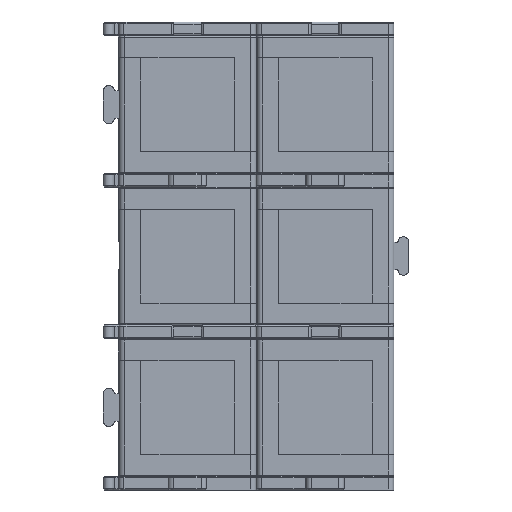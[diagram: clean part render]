
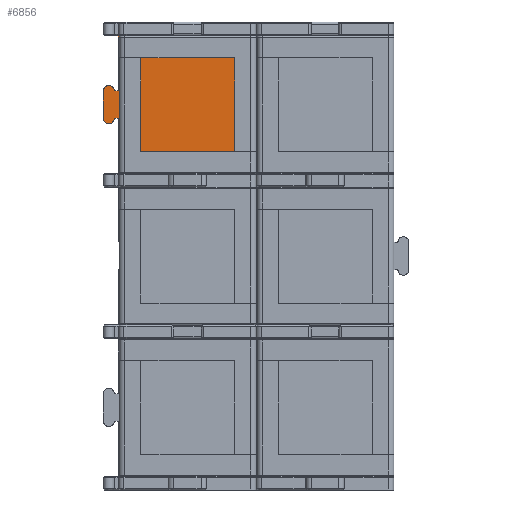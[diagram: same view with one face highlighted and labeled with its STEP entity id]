
A CAD part, front view. The second image highlights one B-rep face of the part: STEP entity #6856.
In plain terms, the highlighted face is planar.
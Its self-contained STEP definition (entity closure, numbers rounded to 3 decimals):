
#613=CIRCLE('',#7591,2.);
#619=CIRCLE('',#7599,0.375);
#620=CIRCLE('',#7600,2.125);
#621=CIRCLE('',#7601,2.108);
#622=CIRCLE('',#7602,0.377);
#623=CIRCLE('',#7603,0.5);
#624=CIRCLE('',#7604,2.);
#625=CIRCLE('',#7605,2.);
#626=CIRCLE('',#7606,0.5);
#627=CIRCLE('',#7607,2.);
#997=FACE_OUTER_BOUND('',#1440,.T.);
#1440=EDGE_LOOP('',(#6108,#6109,#6110,#6111,#6112,#6113,#6114,#6115,#6116,
#6117,#6118,#6119,#6120,#6121,#6122,#6123,#6124,#6125,#6126,#6127,#6128,
#6129,#6130,#6131,#6132,#6133,#6134));
#2078=LINE('',#11509,#2750);
#2083=LINE('',#11527,#2755);
#2086=LINE('',#11533,#2758);
#2087=LINE('',#11535,#2759);
#2088=LINE('',#11541,#2760);
#2089=LINE('',#11545,#2761);
#2090=LINE('',#11549,#2762);
#2091=LINE('',#11551,#2763);
#2092=LINE('',#11553,#2764);
#2093=LINE('',#11555,#2765);
#2094=LINE('',#11557,#2766);
#2095=LINE('',#11563,#2767);
#2096=LINE('',#11569,#2768);
#2097=LINE('',#11571,#2769);
#2098=LINE('',#11574,#2770);
#2099=LINE('',#11576,#2771);
#2100=LINE('',#11577,#2772);
#2750=VECTOR('',#9511,10.);
#2755=VECTOR('',#9524,10.);
#2758=VECTOR('',#9529,10.);
#2759=VECTOR('',#9530,10.);
#2760=VECTOR('',#9535,10.);
#2761=VECTOR('',#9538,10.);
#2762=VECTOR('',#9541,10.);
#2763=VECTOR('',#9542,10.);
#2764=VECTOR('',#9543,10.);
#2765=VECTOR('',#9544,10.);
#2766=VECTOR('',#9545,10.);
#2767=VECTOR('',#9550,10.);
#2768=VECTOR('',#9555,10.);
#2769=VECTOR('',#9556,10.);
#2770=VECTOR('',#9559,10.);
#2771=VECTOR('',#9560,10.);
#2772=VECTOR('',#9561,10.);
#3357=VERTEX_POINT('',#11499);
#3358=VERTEX_POINT('',#11500);
#3361=VERTEX_POINT('',#11508);
#3369=VERTEX_POINT('',#11524);
#3370=VERTEX_POINT('',#11526);
#3372=VERTEX_POINT('',#11532);
#3373=VERTEX_POINT('',#11534);
#3374=VERTEX_POINT('',#11536);
#3375=VERTEX_POINT('',#11538);
#3376=VERTEX_POINT('',#11540);
#3377=VERTEX_POINT('',#11542);
#3378=VERTEX_POINT('',#11544);
#3379=VERTEX_POINT('',#11546);
#3380=VERTEX_POINT('',#11548);
#3381=VERTEX_POINT('',#11550);
#3382=VERTEX_POINT('',#11552);
#3383=VERTEX_POINT('',#11554);
#3384=VERTEX_POINT('',#11556);
#3385=VERTEX_POINT('',#11558);
#3386=VERTEX_POINT('',#11560);
#3387=VERTEX_POINT('',#11562);
#3388=VERTEX_POINT('',#11564);
#3389=VERTEX_POINT('',#11566);
#3390=VERTEX_POINT('',#11568);
#3391=VERTEX_POINT('',#11570);
#3392=VERTEX_POINT('',#11573);
#3393=VERTEX_POINT('',#11575);
#4279=EDGE_CURVE('',#3357,#3358,#613,.T.);
#4283=EDGE_CURVE('',#3358,#3361,#2078,.T.);
#4292=EDGE_CURVE('',#3369,#3370,#2083,.T.);
#4295=EDGE_CURVE('',#3372,#3357,#2086,.T.);
#4296=EDGE_CURVE('',#3372,#3373,#2087,.T.);
#4297=EDGE_CURVE('',#3373,#3374,#619,.T.);
#4298=EDGE_CURVE('',#3374,#3375,#620,.T.);
#4299=EDGE_CURVE('',#3375,#3376,#2088,.T.);
#4300=EDGE_CURVE('',#3376,#3377,#621,.T.);
#4301=EDGE_CURVE('',#3377,#3378,#2089,.T.);
#4302=EDGE_CURVE('',#3378,#3379,#622,.T.);
#4303=EDGE_CURVE('',#3379,#3380,#2090,.T.);
#4304=EDGE_CURVE('',#3380,#3381,#2091,.T.);
#4305=EDGE_CURVE('',#3382,#3381,#2092,.T.);
#4306=EDGE_CURVE('',#3382,#3383,#2093,.T.);
#4307=EDGE_CURVE('',#3383,#3384,#2094,.T.);
#4308=EDGE_CURVE('',#3384,#3385,#623,.T.);
#4309=EDGE_CURVE('',#3385,#3386,#624,.T.);
#4310=EDGE_CURVE('',#3386,#3387,#2095,.T.);
#4311=EDGE_CURVE('',#3387,#3388,#625,.T.);
#4312=EDGE_CURVE('',#3388,#3389,#626,.T.);
#4313=EDGE_CURVE('',#3389,#3390,#2096,.T.);
#4314=EDGE_CURVE('',#3390,#3391,#2097,.T.);
#4315=EDGE_CURVE('',#3370,#3391,#627,.T.);
#4316=EDGE_CURVE('',#3392,#3369,#2098,.T.);
#4317=EDGE_CURVE('',#3392,#3393,#2099,.T.);
#4318=EDGE_CURVE('',#3393,#3361,#2100,.T.);
#6108=ORIENTED_EDGE('',*,*,#4279,.F.);
#6109=ORIENTED_EDGE('',*,*,#4295,.F.);
#6110=ORIENTED_EDGE('',*,*,#4296,.T.);
#6111=ORIENTED_EDGE('',*,*,#4297,.T.);
#6112=ORIENTED_EDGE('',*,*,#4298,.T.);
#6113=ORIENTED_EDGE('',*,*,#4299,.T.);
#6114=ORIENTED_EDGE('',*,*,#4300,.T.);
#6115=ORIENTED_EDGE('',*,*,#4301,.T.);
#6116=ORIENTED_EDGE('',*,*,#4302,.T.);
#6117=ORIENTED_EDGE('',*,*,#4303,.T.);
#6118=ORIENTED_EDGE('',*,*,#4304,.T.);
#6119=ORIENTED_EDGE('',*,*,#4305,.F.);
#6120=ORIENTED_EDGE('',*,*,#4306,.T.);
#6121=ORIENTED_EDGE('',*,*,#4307,.T.);
#6122=ORIENTED_EDGE('',*,*,#4308,.T.);
#6123=ORIENTED_EDGE('',*,*,#4309,.T.);
#6124=ORIENTED_EDGE('',*,*,#4310,.T.);
#6125=ORIENTED_EDGE('',*,*,#4311,.T.);
#6126=ORIENTED_EDGE('',*,*,#4312,.T.);
#6127=ORIENTED_EDGE('',*,*,#4313,.T.);
#6128=ORIENTED_EDGE('',*,*,#4314,.T.);
#6129=ORIENTED_EDGE('',*,*,#4315,.F.);
#6130=ORIENTED_EDGE('',*,*,#4292,.F.);
#6131=ORIENTED_EDGE('',*,*,#4316,.F.);
#6132=ORIENTED_EDGE('',*,*,#4317,.T.);
#6133=ORIENTED_EDGE('',*,*,#4318,.T.);
#6134=ORIENTED_EDGE('',*,*,#4283,.F.);
#6486=PLANE('',#7598);
#6856=ADVANCED_FACE('',(#997),#6486,.F.);
#7591=AXIS2_PLACEMENT_3D('',#11501,#9503,#9504);
#7598=AXIS2_PLACEMENT_3D('',#11531,#9527,#9528);
#7599=AXIS2_PLACEMENT_3D('',#11537,#9531,#9532);
#7600=AXIS2_PLACEMENT_3D('',#11539,#9533,#9534);
#7601=AXIS2_PLACEMENT_3D('',#11543,#9536,#9537);
#7602=AXIS2_PLACEMENT_3D('',#11547,#9539,#9540);
#7603=AXIS2_PLACEMENT_3D('',#11559,#9546,#9547);
#7604=AXIS2_PLACEMENT_3D('',#11561,#9548,#9549);
#7605=AXIS2_PLACEMENT_3D('',#11565,#9551,#9552);
#7606=AXIS2_PLACEMENT_3D('',#11567,#9553,#9554);
#7607=AXIS2_PLACEMENT_3D('',#11572,#9557,#9558);
#9503=DIRECTION('center_axis',(0.,0.,1.));
#9504=DIRECTION('ref_axis',(0.707,0.707,0.));
#9511=DIRECTION('',(-1.,0.,0.));
#9524=DIRECTION('',(-1.,0.,0.));
#9527=DIRECTION('center_axis',(0.,0.,1.));
#9528=DIRECTION('ref_axis',(1.,0.,0.));
#9529=DIRECTION('',(0.,1.,0.));
#9530=DIRECTION('',(-1.,0.,0.));
#9531=DIRECTION('center_axis',(0.,0.,-1.));
#9532=DIRECTION('ref_axis',(0.98,0.2,0.));
#9533=DIRECTION('center_axis',(0.,0.,1.));
#9534=DIRECTION('ref_axis',(0.98,0.2,0.));
#9535=DIRECTION('',(0.,-1.,0.));
#9536=DIRECTION('center_axis',(0.,0.,1.));
#9537=DIRECTION('ref_axis',(-0.995,0.096,0.));
#9538=DIRECTION('',(0.245,0.97,0.));
#9539=DIRECTION('center_axis',(0.,0.,-1.));
#9540=DIRECTION('ref_axis',(0.017,-1.,0.));
#9541=DIRECTION('',(1.,0.,0.));
#9542=DIRECTION('',(0.,-1.,0.));
#9543=DIRECTION('',(1.,0.,0.));
#9544=DIRECTION('',(0.,1.,0.));
#9545=DIRECTION('',(-1.,0.,0.));
#9546=DIRECTION('center_axis',(0.,0.,1.));
#9547=DIRECTION('ref_axis',(0.,1.,0.));
#9548=DIRECTION('center_axis',(0.,0.,-1.));
#9549=DIRECTION('ref_axis',(0.,1.,0.));
#9550=DIRECTION('',(0.,1.,0.));
#9551=DIRECTION('center_axis',(0.,0.,-1.));
#9552=DIRECTION('ref_axis',(0.,-1.,0.));
#9553=DIRECTION('center_axis',(0.,0.,1.));
#9554=DIRECTION('ref_axis',(-0.98,-0.2,0.));
#9555=DIRECTION('',(1.,0.,0.));
#9556=DIRECTION('',(0.,1.,0.));
#9557=DIRECTION('center_axis',(0.,0.,1.));
#9558=DIRECTION('ref_axis',(-0.707,0.707,0.));
#9559=DIRECTION('',(0.,1.,0.));
#9560=DIRECTION('',(1.,0.,0.));
#9561=DIRECTION('',(0.,1.,0.));
#11499=CARTESIAN_POINT('',(24.6,25.3,0.));
#11500=CARTESIAN_POINT('',(22.6,27.3,0.));
#11501=CARTESIAN_POINT('Origin',(22.6,25.3,0.));
#11508=CARTESIAN_POINT('',(4.405,27.3,0.));
#11509=CARTESIAN_POINT('',(24.6,27.3,0.));
#11524=CARTESIAN_POINT('',(-5.415,27.3,0.));
#11526=CARTESIAN_POINT('',(-23.4,27.3,0.));
#11527=CARTESIAN_POINT('',(24.6,27.3,0.));
#11531=CARTESIAN_POINT('Origin',(-12.9,-12.7,0.));
#11532=CARTESIAN_POINT('',(24.6,4.925,0.));
#11533=CARTESIAN_POINT('',(24.6,-23.2,0.));
#11534=CARTESIAN_POINT('',(23.473,4.925,0.));
#11535=CARTESIAN_POINT('',(5.287,4.925,0.));
#11536=CARTESIAN_POINT('',(23.106,5.225,0.));
#11537=CARTESIAN_POINT('Origin',(23.473,5.3,0.));
#11538=CARTESIAN_POINT('',(18.899,4.8,0.));
#11539=CARTESIAN_POINT('Origin',(21.024,4.8,0.));
#11540=CARTESIAN_POINT('',(18.899,-4.997,0.));
#11541=CARTESIAN_POINT('',(18.899,-8.848,0.));
#11542=CARTESIAN_POINT('',(23.076,-5.548,0.));
#11543=CARTESIAN_POINT('Origin',(20.997,-5.2,0.));
#11544=CARTESIAN_POINT('',(23.106,-5.428,0.));
#11545=CARTESIAN_POINT('',(21.164,-13.12,0.));
#11546=CARTESIAN_POINT('',(23.471,-5.115,0.));
#11547=CARTESIAN_POINT('Origin',(23.478,-5.492,0.));
#11548=CARTESIAN_POINT('',(24.6,-5.115,0.));
#11549=CARTESIAN_POINT('',(5.869,-5.115,0.));
#11550=CARTESIAN_POINT('',(24.6,-27.7,0.));
#11551=CARTESIAN_POINT('',(24.6,-25.2,0.));
#11552=CARTESIAN_POINT('',(-25.4,-27.7,0.));
#11553=CARTESIAN_POINT('',(-25.4,-27.7,0.));
#11554=CARTESIAN_POINT('',(-25.4,-5.2,0.));
#11555=CARTESIAN_POINT('',(-25.4,-23.2,0.));
#11556=CARTESIAN_POINT('',(-26.451,-5.2,0.));
#11557=CARTESIAN_POINT('',(-26.775,-5.2,0.));
#11558=CARTESIAN_POINT('',(-26.94,-5.6,0.));
#11559=CARTESIAN_POINT('Origin',(-26.451,-5.7,0.));
#11560=CARTESIAN_POINT('',(-30.9,-5.2,0.));
#11561=CARTESIAN_POINT('Origin',(-28.9,-5.2,0.));
#11562=CARTESIAN_POINT('',(-30.9,4.8,0.));
#11563=CARTESIAN_POINT('',(-30.9,-2.7,0.));
#11564=CARTESIAN_POINT('',(-26.94,5.2,0.));
#11565=CARTESIAN_POINT('Origin',(-28.9,4.8,0.));
#11566=CARTESIAN_POINT('',(-26.451,4.8,0.));
#11567=CARTESIAN_POINT('Origin',(-26.451,5.3,0.));
#11568=CARTESIAN_POINT('',(-25.4,4.8,0.));
#11569=CARTESIAN_POINT('',(-27.3,4.8,0.));
#11570=CARTESIAN_POINT('',(-25.4,25.3,0.));
#11571=CARTESIAN_POINT('',(-25.4,24.8,0.));
#11572=CARTESIAN_POINT('Origin',(-23.4,25.3,0.));
#11573=CARTESIAN_POINT('',(-5.415,24.8,0.));
#11574=CARTESIAN_POINT('',(-5.415,24.8,0.));
#11575=CARTESIAN_POINT('',(4.405,24.8,0.));
#11576=CARTESIAN_POINT('',(-25.4,24.8,0.));
#11577=CARTESIAN_POINT('',(4.405,24.8,0.));
